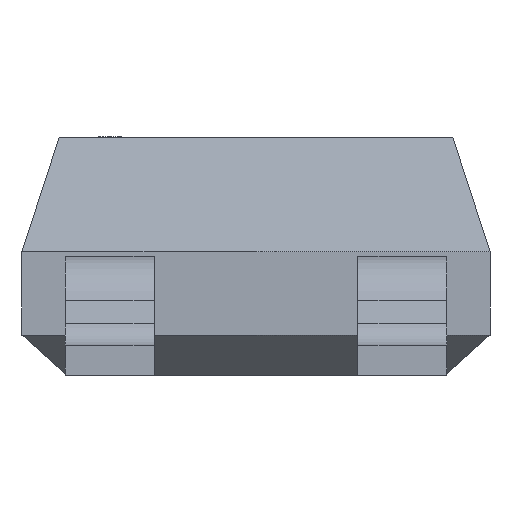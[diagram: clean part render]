
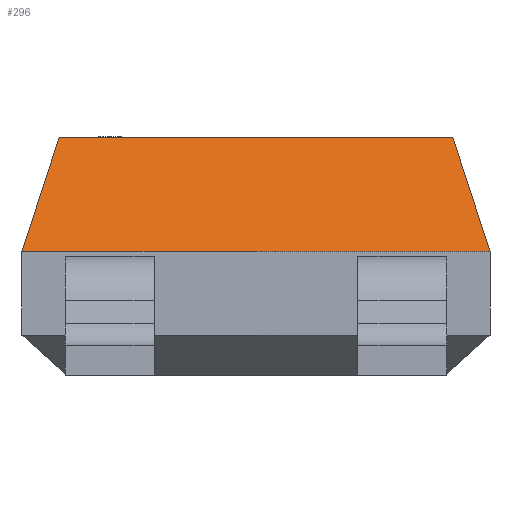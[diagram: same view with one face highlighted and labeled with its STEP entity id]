
A CAD part, front view. The second image highlights one B-rep face of the part: STEP entity #296.
In plain terms, the highlighted planar face has unit normal (0, -0.951, 0.309).
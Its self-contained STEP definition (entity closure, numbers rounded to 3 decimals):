
#258=CARTESIAN_POINT('',(0.673,-0.273,0.813));
#257=VERTEX_POINT('',#258);
#260=CARTESIAN_POINT('',(-0.673,-0.273,0.813));
#259=VERTEX_POINT('',#260);
#256=EDGE_CURVE('',#257,#259,#261,.T.);
#261=LINE('',#258,#263);
#263=VECTOR('',#264,1.346);
#264=DIRECTION('',(-1.0,0.0,0.0));
#296=ADVANCED_FACE('',(#302),#297,.T.);
#297=PLANE('',#298);
#298=AXIS2_PLACEMENT_3D('',#299,#300,#301);
#299=CARTESIAN_POINT('',(-0.8,-0.4,0.422));
#300=DIRECTION('',(0.0,-0.951,0.309));
#301=DIRECTION('',(0.,0.,1.));
#302=FACE_OUTER_BOUND('',#303,.T.);
#303=EDGE_LOOP('',(#304,#314,#324,#334));
#307=CARTESIAN_POINT('',(0.8,-0.4,0.422));
#306=VERTEX_POINT('',#307);
#309=CARTESIAN_POINT('',(-0.8,-0.4,0.422));
#308=VERTEX_POINT('',#309);
#305=EDGE_CURVE('',#306,#308,#310,.T.);
#310=LINE('',#307,#312);
#312=VECTOR('',#313,1.6);
#313=DIRECTION('',(-1.0,0.0,0.0));
#304=ORIENTED_EDGE('',*,*,#305,.F.);
#315=EDGE_CURVE('',#257,#306,#320,.T.);
#320=LINE('',#258,#322);
#322=VECTOR('',#323,0.43);
#323=DIRECTION('',(0.295,-0.295,-0.909));
#314=ORIENTED_EDGE('',*,*,#315,.F.);
#324=ORIENTED_EDGE('',*,*,#256,.T.);
#335=EDGE_CURVE('',#308,#259,#340,.T.);
#340=LINE('',#309,#342);
#342=VECTOR('',#343,0.43);
#343=DIRECTION('',(0.295,0.295,0.909));
#334=ORIENTED_EDGE('',*,*,#335,.F.);
